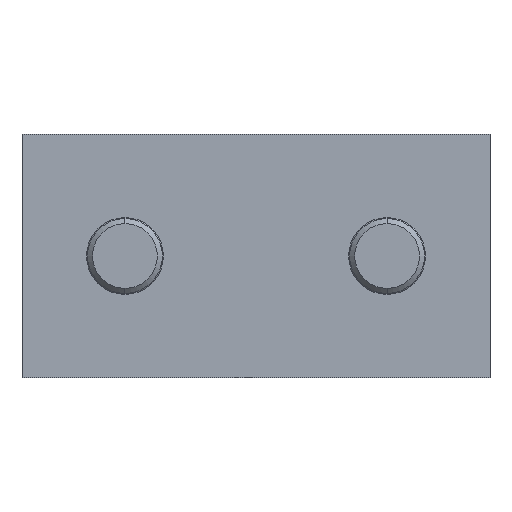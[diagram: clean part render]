
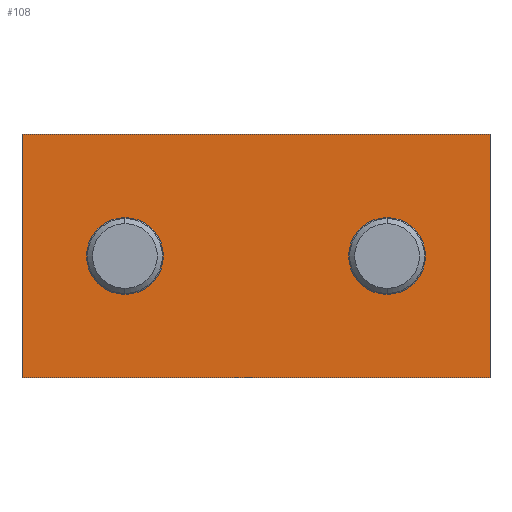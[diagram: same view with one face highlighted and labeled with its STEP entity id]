
A CAD part, front view. The second image highlights one B-rep face of the part: STEP entity #108.
In plain terms, the highlighted planar face has unit normal (0, -1, 0).
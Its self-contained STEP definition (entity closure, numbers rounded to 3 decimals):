
#108=ADVANCED_FACE('',(#234,#235,#236),#237,.F.);
#234=FACE_BOUND('',#391,.T.);
#235=FACE_BOUND('',#392,.T.);
#236=FACE_OUTER_BOUND('',#393,.T.);
#237=PLANE('',#394);
#391=EDGE_LOOP('',(#587,#588));
#392=EDGE_LOOP('',(#589,#590));
#393=EDGE_LOOP('',(#591,#592,#593,#594));
#394=AXIS2_PLACEMENT_3D('',#595,#596,#597);
#587=ORIENTED_EDGE('',*,*,#873,.T.);
#588=ORIENTED_EDGE('',*,*,#884,.T.);
#589=ORIENTED_EDGE('',*,*,#864,.T.);
#590=ORIENTED_EDGE('',*,*,#894,.T.);
#591=ORIENTED_EDGE('',*,*,#904,.T.);
#592=ORIENTED_EDGE('',*,*,#901,.F.);
#593=ORIENTED_EDGE('',*,*,#905,.F.);
#594=ORIENTED_EDGE('',*,*,#898,.F.);
#595=CARTESIAN_POINT('',(12.5,0.0,0.0));
#596=DIRECTION('',(0.0,1.0,0.0));
#597=DIRECTION('',(0.0,0.0,1.0));
#864=EDGE_CURVE('',#1006,#1003,#1007,.T.);
#873=EDGE_CURVE('',#1021,#1018,#1022,.T.);
#884=EDGE_CURVE('',#1018,#1021,#1036,.T.);
#894=EDGE_CURVE('',#1003,#1006,#1050,.T.);
#898=EDGE_CURVE('',#1054,#1052,#1056,.T.);
#901=EDGE_CURVE('',#1058,#1060,#1061,.T.);
#904=EDGE_CURVE('',#1054,#1060,#1064,.T.);
#905=EDGE_CURVE('',#1052,#1058,#1065,.T.);
#1003=VERTEX_POINT('',#1203);
#1006=VERTEX_POINT('',#1207);
#1007=CIRCLE('',#1208,2.05);
#1018=VERTEX_POINT('',#1222);
#1021=VERTEX_POINT('',#1226);
#1022=CIRCLE('',#1227,2.05);
#1036=CIRCLE('',#1244,2.05);
#1050=CIRCLE('',#1262,2.05);
#1052=VERTEX_POINT('',#1264);
#1054=VERTEX_POINT('',#1267);
#1056=LINE('',#1270,#1271);
#1058=VERTEX_POINT('',#1273);
#1060=VERTEX_POINT('',#1276);
#1061=LINE('',#1277,#1278);
#1064=LINE('',#1282,#1283);
#1065=LINE('',#1284,#1285);
#1203=CARTESIAN_POINT('',(7.55,0.0,0.));
#1207=CARTESIAN_POINT('',(3.45,0.0,0.));
#1208=AXIS2_PLACEMENT_3D('',#1471,#1472,#1473);
#1222=CARTESIAN_POINT('',(21.55,0.0,0.));
#1226=CARTESIAN_POINT('',(17.45,0.0,0.));
#1227=AXIS2_PLACEMENT_3D('',#1484,#1485,#1486);
#1244=AXIS2_PLACEMENT_3D('',#1502,#1503,#1504);
#1262=AXIS2_PLACEMENT_3D('',#1515,#1516,#1517);
#1264=CARTESIAN_POINT('',(25.0,0.0,6.5));
#1267=CARTESIAN_POINT('',(0.0,0.0,6.5));
#1270=CARTESIAN_POINT('',(12.5,0.0,6.5));
#1271=VECTOR('',#1520,1.0);
#1273=CARTESIAN_POINT('',(25.0,0.0,-6.5));
#1276=CARTESIAN_POINT('',(0.0,0.0,-6.5));
#1277=CARTESIAN_POINT('',(12.5,0.0,-6.5));
#1278=VECTOR('',#1522,1.0);
#1282=CARTESIAN_POINT('',(0.0,0.0,0.0));
#1283=VECTOR('',#1524,1.0);
#1284=CARTESIAN_POINT('',(25.0,0.0,0.0));
#1285=VECTOR('',#1525,1.0);
#1471=CARTESIAN_POINT('',(5.5,0.0,0.));
#1472=DIRECTION('',(-0.0,1.0,0.0));
#1473=DIRECTION('',(1.0,0.0,0.0));
#1484=CARTESIAN_POINT('',(19.5,0.0,0.));
#1485=DIRECTION('',(-0.0,1.0,0.0));
#1486=DIRECTION('',(1.0,0.0,0.0));
#1502=CARTESIAN_POINT('',(19.5,0.0,0.));
#1503=DIRECTION('',(-0.0,1.0,0.0));
#1504=DIRECTION('',(1.0,0.0,0.0));
#1515=CARTESIAN_POINT('',(5.5,0.0,0.));
#1516=DIRECTION('',(-0.0,1.0,0.0));
#1517=DIRECTION('',(1.0,0.0,0.0));
#1520=DIRECTION('',(1.0,0.0,0.0));
#1522=DIRECTION('',(-1.0,0.0,0.0));
#1524=DIRECTION('',(0.0,0.0,-1.0));
#1525=DIRECTION('',(0.0,0.0,-1.0));
